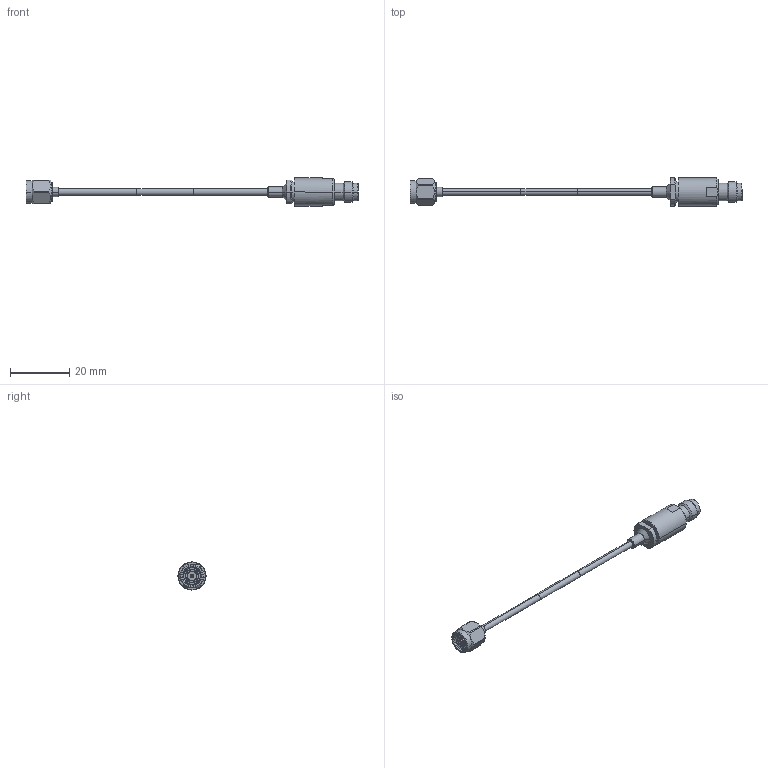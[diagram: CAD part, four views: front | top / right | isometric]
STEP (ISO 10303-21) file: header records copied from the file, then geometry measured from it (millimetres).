
FILE_DESCRIPTION (( 'STEP AP214' ), '1' );
FILE_NAME ('FMCA100196_3D.step', '2024-09-19T15:59:01', ( '' ), ( '' ), 'SwSTEP 2.0', 'SolidWorks 2022', '' );
FILE_SCHEMA (( 'AUTOMOTIVE_DESIGN' ));
Length unit declared in the file: inch
Products named in the file (4): FMCA100196_3D; PE4988^FMCA100196; PE51748^FMCA100196; RG405^FMCA100196_WITH LABEL
Assembly tree (3 placements, depth 2):
  FMCA100196_3D
    RG405^FMCA100196_WITH LABEL
    PE51748^FMCA100196
    PE4988^FMCA100196
Bounding box: 112.09 x 9.5 x 9.5 mm (x, y, z)
Volume: 1988.4 mm3; surface area: 2079 mm2
Topology: 3 solids, 3 shells, 148 faces, 333 edges, 208 vertices
Faces by surface type: cylinder 64, cone 40, plane 35, bspline 5, torus 4
Entity records: 6662 total; most frequent: CARTESIAN_POINT 2895, DIRECTION 725, ORIENTED_EDGE 666, EDGE_CURVE 333, AXIS2_PLACEMENT_3D 304, VERTEX_POINT 208, EDGE_LOOP 165, CIRCLE 155
